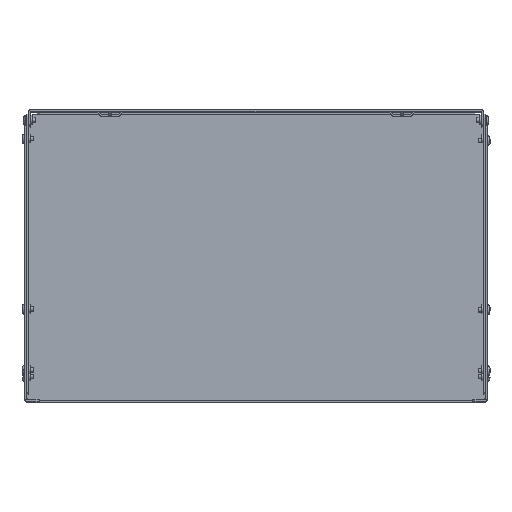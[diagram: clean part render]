
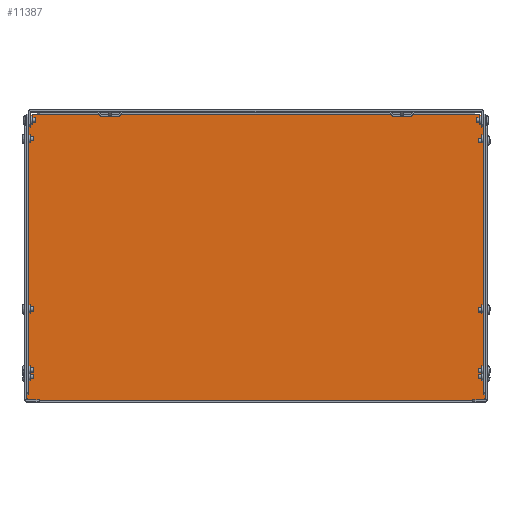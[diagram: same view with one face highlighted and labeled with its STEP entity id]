
A CAD part, top view. The second image highlights one B-rep face of the part: STEP entity #11387.
In plain terms, the highlighted planar face has unit normal (0, 0, 1).
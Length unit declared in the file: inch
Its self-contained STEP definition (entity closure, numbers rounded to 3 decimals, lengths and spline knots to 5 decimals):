
#136 = CARTESIAN_POINT ( 'NONE',  ( -9.414, -0.766, -8.766 ) ) ;
#448 = LINE ( 'NONE', #24962, #30910 ) ;
#595 = DIRECTION ( 'NONE',  ( 1., 0., 0. ) ) ;
#761 = ORIENTED_EDGE ( 'NONE', *, *, #24213, .F. ) ;
#897 = LINE ( 'NONE', #22523, #10194 ) ;
#1132 = CARTESIAN_POINT ( 'NONE',  ( -9.289, -11.914, -8.766 ) ) ;
#2154 = EDGE_CURVE ( 'NONE', #2799, #14191, #6592, .T. ) ;
#2175 = CARTESIAN_POINT ( 'NONE',  ( 9.414, -11.336, -8.766 ) ) ;
#2638 = VERTEX_POINT ( 'NONE', #18398 ) ;
#2799 = VERTEX_POINT ( 'NONE', #27816 ) ;
#2852 = EDGE_CURVE ( 'NONE', #2638, #28096, #897, .T. ) ;
#2961 = ORIENTED_EDGE ( 'NONE', *, *, #7024, .T. ) ;
#3012 = CARTESIAN_POINT ( 'NONE',  ( -9.5, -11.914, -8.766 ) ) ;
#3034 = CARTESIAN_POINT ( 'NONE',  ( -9.414, -11.336, -8.766 ) ) ;
#3053 = VECTOR ( 'NONE', #16118, 39.37008 ) ;
#3273 = CARTESIAN_POINT ( 'NONE',  ( 9.289, -0.188, -8.766 ) ) ;
#3405 = LINE ( 'NONE', #1132, #25961 ) ;
#3566 = VERTEX_POINT ( 'NONE', #136 ) ;
#3881 = DIRECTION ( 'NONE',  ( -1., 0., 0. ) ) ;
#4552 = LINE ( 'NONE', #21690, #3053 ) ;
#5282 = VECTOR ( 'NONE', #18589, 39.37008 ) ;
#5673 = AXIS2_PLACEMENT_3D ( 'NONE', #29351, #24382, #14451 ) ;
#5796 = ORIENTED_EDGE ( 'NONE', *, *, #27486, .F. ) ;
#6439 = VERTEX_POINT ( 'NONE', #2175 ) ;
#6592 = LINE ( 'NONE', #31069, #17300 ) ;
#6615 = VERTEX_POINT ( 'NONE', #26855 ) ;
#6964 = CARTESIAN_POINT ( 'NONE',  ( 9.414, -0.313, -8.766 ) ) ;
#7024 = EDGE_CURVE ( 'NONE', #17421, #30474, #31463, .T. ) ;
#7125 = CARTESIAN_POINT ( 'NONE',  ( -9.5, -0.188, -8.766 ) ) ;
#7196 = ORIENTED_EDGE ( 'NONE', *, *, #19804, .F. ) ;
#7803 = DIRECTION ( 'NONE',  ( 0.707, 0.707, 0. ) ) ;
#7845 = DIRECTION ( 'NONE',  ( -0.707, -0.707, 0. ) ) ;
#7889 = EDGE_CURVE ( 'NONE', #10506, #10885, #4552, .T. ) ;
#7934 = ORIENTED_EDGE ( 'NONE', *, *, #2154, .F. ) ;
#8712 = ORIENTED_EDGE ( 'NONE', *, *, #15833, .T. ) ;
#9432 = EDGE_CURVE ( 'NONE', #28096, #30474, #11346, .T. ) ;
#9665 = CARTESIAN_POINT ( 'NONE',  ( 9.289, -0.188, -8.766 ) ) ;
#9751 = DIRECTION ( 'NONE',  ( 0., 1., 0. ) ) ;
#10194 = VECTOR ( 'NONE', #7803, 39.37008 ) ;
#10206 = VERTEX_POINT ( 'NONE', #11425 ) ;
#10506 = VERTEX_POINT ( 'NONE', #21273 ) ;
#10885 = VERTEX_POINT ( 'NONE', #25413 ) ;
#11346 = LINE ( 'NONE', #26863, #24594 ) ;
#11364 = ORIENTED_EDGE ( 'NONE', *, *, #15901, .F. ) ;
#11387 = ADVANCED_FACE ( 'NONE', ( #12213 ), #29037, .T. ) ;
#11425 = CARTESIAN_POINT ( 'NONE',  ( 9., -11.914, -8.766 ) ) ;
#11547 = DIRECTION ( 'NONE',  ( -0.707, 0.707, 0. ) ) ;
#11906 = LINE ( 'NONE', #6964, #29488 ) ;
#12011 = VECTOR ( 'NONE', #22248, 39.37008 ) ;
#12076 = LINE ( 'NONE', #9665, #19214 ) ;
#12135 = CARTESIAN_POINT ( 'NONE',  ( 9., -0.188, -8.766 ) ) ;
#12213 = FACE_OUTER_BOUND ( 'NONE', #30477, .T. ) ;
#12592 = CARTESIAN_POINT ( 'NONE',  ( 9.414, -11.789, -8.766 ) ) ;
#12714 = ORIENTED_EDGE ( 'NONE', *, *, #17785, .F. ) ;
#13241 = CARTESIAN_POINT ( 'NONE',  ( -9.289, -11.914, -8.766 ) ) ;
#13619 = ORIENTED_EDGE ( 'NONE', *, *, #22032, .F. ) ;
#14153 = EDGE_CURVE ( 'NONE', #31044, #10206, #15190, .T. ) ;
#14191 = VERTEX_POINT ( 'NONE', #28618 ) ;
#14451 = DIRECTION ( 'NONE',  ( 1., 0., 0. ) ) ;
#14545 = ORIENTED_EDGE ( 'NONE', *, *, #14153, .T. ) ;
#14571 = LINE ( 'NONE', #3034, #12011 ) ;
#14640 = ORIENTED_EDGE ( 'NONE', *, *, #30513, .F. ) ;
#14895 = ORIENTED_EDGE ( 'NONE', *, *, #2852, .F. ) ;
#15190 = LINE ( 'NONE', #3012, #31343 ) ;
#15833 = EDGE_CURVE ( 'NONE', #3566, #14191, #14571, .T. ) ;
#15901 = EDGE_CURVE ( 'NONE', #30602, #6615, #21930, .T. ) ;
#16118 = DIRECTION ( 'NONE',  ( 0., -1., 0. ) ) ;
#16125 = VECTOR ( 'NONE', #24439, 39.37008 ) ;
#16178 = VERTEX_POINT ( 'NONE', #3273 ) ;
#16192 = DIRECTION ( 'NONE',  ( 0., 1., 0. ) ) ;
#16711 = DIRECTION ( 'NONE',  ( 1., 0., 0. ) ) ;
#16794 = CARTESIAN_POINT ( 'NONE',  ( -9.414, -0.313, -8.766 ) ) ;
#17300 = VECTOR ( 'NONE', #16192, 39.37008 ) ;
#17421 = VERTEX_POINT ( 'NONE', #12135 ) ;
#17785 = EDGE_CURVE ( 'NONE', #6615, #10206, #31626, .T. ) ;
#18398 = CARTESIAN_POINT ( 'NONE',  ( -9.414, -0.313, -8.766 ) ) ;
#18589 = DIRECTION ( 'NONE',  ( -1., 0., 0. ) ) ;
#19138 = ORIENTED_EDGE ( 'NONE', *, *, #9432, .F. ) ;
#19214 = VECTOR ( 'NONE', #16711, 39.37008 ) ;
#19523 = LINE ( 'NONE', #16794, #30885 ) ;
#19804 = EDGE_CURVE ( 'NONE', #31182, #2799, #28675, .T. ) ;
#19941 = DIRECTION ( 'NONE',  ( -1., 0., 0. ) ) ;
#20176 = CARTESIAN_POINT ( 'NONE',  ( -9., -0.188, -8.766 ) ) ;
#20324 = CARTESIAN_POINT ( 'NONE',  ( 9.414, -11.789, -8.766 ) ) ;
#20477 = DIRECTION ( 'NONE',  ( 0., 1., 0. ) ) ;
#21273 = CARTESIAN_POINT ( 'NONE',  ( 9.414, -0.313, -8.766 ) ) ;
#21690 = CARTESIAN_POINT ( 'NONE',  ( 9.414, -0.766, -8.766 ) ) ;
#21705 = ORIENTED_EDGE ( 'NONE', *, *, #24205, .F. ) ;
#21736 = DIRECTION ( 'NONE',  ( 1., 0., 0. ) ) ;
#21871 = LINE ( 'NONE', #12592, #16125 ) ;
#21930 = LINE ( 'NONE', #22089, #28882 ) ;
#22032 = EDGE_CURVE ( 'NONE', #6439, #30602, #21871, .T. ) ;
#22089 = CARTESIAN_POINT ( 'NONE',  ( 9.414, -11.789, -8.766 ) ) ;
#22248 = DIRECTION ( 'NONE',  ( 0., -1., 0. ) ) ;
#22523 = CARTESIAN_POINT ( 'NONE',  ( -9.289, -0.188, -8.766 ) ) ;
#22631 = VECTOR ( 'NONE', #19941, 39.37008 ) ;
#24205 = EDGE_CURVE ( 'NONE', #17421, #16178, #12076, .T. ) ;
#24213 = EDGE_CURVE ( 'NONE', #16178, #10506, #11906, .T. ) ;
#24382 = DIRECTION ( 'NONE',  ( 0., 0., 1. ) ) ;
#24420 = ORIENTED_EDGE ( 'NONE', *, *, #30683, .T. ) ;
#24439 = DIRECTION ( 'NONE',  ( 0., -1., 0. ) ) ;
#24594 = VECTOR ( 'NONE', #21736, 39.37008 ) ;
#24776 = VECTOR ( 'NONE', #11547, 39.37008 ) ;
#24902 = CARTESIAN_POINT ( 'NONE',  ( 9., -11.914, -8.766 ) ) ;
#24962 = CARTESIAN_POINT ( 'NONE',  ( 9.414, -11.336, -8.766 ) ) ;
#25413 = CARTESIAN_POINT ( 'NONE',  ( 9.414, -0.766, -8.766 ) ) ;
#25961 = VECTOR ( 'NONE', #3881, 39.37008 ) ;
#25975 = ORIENTED_EDGE ( 'NONE', *, *, #7889, .F. ) ;
#26635 = DIRECTION ( 'NONE',  ( 0.707, -0.707, 0. ) ) ;
#26855 = CARTESIAN_POINT ( 'NONE',  ( 9.289, -11.914, -8.766 ) ) ;
#26863 = CARTESIAN_POINT ( 'NONE',  ( -9., -0.188, -8.766 ) ) ;
#27486 = EDGE_CURVE ( 'NONE', #31044, #31182, #3405, .T. ) ;
#27816 = CARTESIAN_POINT ( 'NONE',  ( -9.414, -11.789, -8.766 ) ) ;
#28096 = VERTEX_POINT ( 'NONE', #29271 ) ;
#28376 = CARTESIAN_POINT ( 'NONE',  ( -9.414, -11.789, -8.766 ) ) ;
#28618 = CARTESIAN_POINT ( 'NONE',  ( -9.414, -11.336, -8.766 ) ) ;
#28675 = LINE ( 'NONE', #28376, #24776 ) ;
#28882 = VECTOR ( 'NONE', #7845, 39.37008 ) ;
#29037 = PLANE ( 'NONE',  #5673 ) ;
#29271 = CARTESIAN_POINT ( 'NONE',  ( -9.289, -0.188, -8.766 ) ) ;
#29351 = CARTESIAN_POINT ( 'NONE',  ( -9.5, -11.336, -8.766 ) ) ;
#29488 = VECTOR ( 'NONE', #26635, 39.37008 ) ;
#29900 = CARTESIAN_POINT ( 'NONE',  ( -9., -11.914, -8.766 ) ) ;
#30474 = VERTEX_POINT ( 'NONE', #20176 ) ;
#30477 = EDGE_LOOP ( 'NONE', ( #11364, #13619, #24420, #25975, #761, #21705, #2961, #19138, #14895, #14640, #8712, #7934, #7196, #5796, #14545, #12714 ) ) ;
#30513 = EDGE_CURVE ( 'NONE', #3566, #2638, #19523, .T. ) ;
#30602 = VERTEX_POINT ( 'NONE', #20324 ) ;
#30683 = EDGE_CURVE ( 'NONE', #6439, #10885, #448, .T. ) ;
#30885 = VECTOR ( 'NONE', #9751, 39.37008 ) ;
#30910 = VECTOR ( 'NONE', #20477, 39.37008 ) ;
#31044 = VERTEX_POINT ( 'NONE', #29900 ) ;
#31069 = CARTESIAN_POINT ( 'NONE',  ( -9.414, -11.336, -8.766 ) ) ;
#31182 = VERTEX_POINT ( 'NONE', #13241 ) ;
#31343 = VECTOR ( 'NONE', #595, 39.37008 ) ;
#31463 = LINE ( 'NONE', #7125, #5282 ) ;
#31626 = LINE ( 'NONE', #24902, #22631 ) ;
